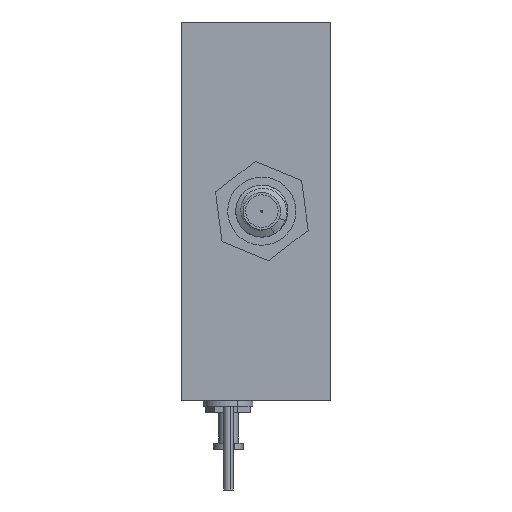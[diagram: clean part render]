
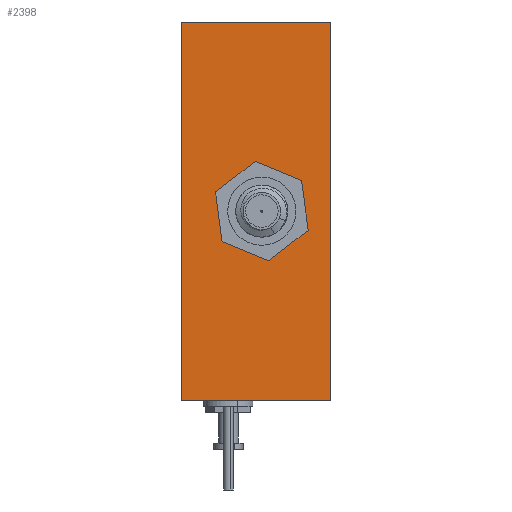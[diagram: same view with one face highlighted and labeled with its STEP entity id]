
A CAD part, left-side view. The second image highlights one B-rep face of the part: STEP entity #2398.
In plain terms, the highlighted planar face has unit normal (-1, 0, 0).
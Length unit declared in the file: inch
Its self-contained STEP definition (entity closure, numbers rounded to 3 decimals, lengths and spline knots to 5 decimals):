
#333 = EDGE_CURVE ( 'NONE', #12306, #10747, #13591, .T. ) ;
#428 = CARTESIAN_POINT ( 'NONE',  ( -0.36225, 0.60754, 0.27486 ) ) ;
#559 = CARTESIAN_POINT ( 'NONE',  ( -0.36225, 1.08254, 1.47486 ) ) ;
#795 = CARTESIAN_POINT ( 'NONE',  ( -0.36225, 0.60754, 1.47486 ) ) ;
#926 = AXIS2_PLACEMENT_3D ( 'NONE', #10786, #10511, #6273 ) ;
#1306 = ORIENTED_EDGE ( 'NONE', *, *, #333, .T. ) ;
#1886 = EDGE_CURVE ( 'NONE', #10747, #3419, #10871, .T. ) ;
#2398 = ADVANCED_FACE ( 'NONE', ( #5774 ), #12499, .F. ) ;
#3419 = VERTEX_POINT ( 'NONE', #5291 ) ;
#4031 = EDGE_CURVE ( 'NONE', #11402, #3419, #11737, .T. ) ;
#5291 = CARTESIAN_POINT ( 'NONE',  ( -0.36225, 0.60754, 1.47486 ) ) ;
#5698 = CARTESIAN_POINT ( 'NONE',  ( -0.36225, 1.08254, 0.27486 ) ) ;
#5711 = LINE ( 'NONE', #11246, #14427 ) ;
#5774 = FACE_OUTER_BOUND ( 'NONE', #6583, .T. ) ;
#6273 = DIRECTION ( 'NONE',  ( 0., 0., -1. ) ) ;
#6583 = EDGE_LOOP ( 'NONE', ( #14225, #7375, #9189, #1306 ) ) ;
#7375 = ORIENTED_EDGE ( 'NONE', *, *, #4031, .F. ) ;
#9189 = ORIENTED_EDGE ( 'NONE', *, *, #11679, .F. ) ;
#9916 = VECTOR ( 'NONE', #14009, 39.37008 ) ;
#10153 = DIRECTION ( 'NONE',  ( 0., -1., 0. ) ) ;
#10310 = VECTOR ( 'NONE', #14257, 39.37008 ) ;
#10430 = VECTOR ( 'NONE', #10153, 39.37008 ) ;
#10511 = DIRECTION ( 'NONE',  ( 1., 0., 0. ) ) ;
#10747 = VERTEX_POINT ( 'NONE', #428 ) ;
#10786 = CARTESIAN_POINT ( 'NONE',  ( -0.36225, 1.08254, 1.47486 ) ) ;
#10871 = LINE ( 'NONE', #795, #10310 ) ;
#11246 = CARTESIAN_POINT ( 'NONE',  ( -0.36225, 1.08254, 1.47486 ) ) ;
#11402 = VERTEX_POINT ( 'NONE', #12655 ) ;
#11679 = EDGE_CURVE ( 'NONE', #12306, #11402, #5711, .T. ) ;
#11737 = LINE ( 'NONE', #559, #9916 ) ;
#11757 = DIRECTION ( 'NONE',  ( 0., 0., 1. ) ) ;
#12306 = VERTEX_POINT ( 'NONE', #12736 ) ;
#12499 = PLANE ( 'NONE',  #926 ) ;
#12655 = CARTESIAN_POINT ( 'NONE',  ( -0.36225, 1.08254, 1.47486 ) ) ;
#12736 = CARTESIAN_POINT ( 'NONE',  ( -0.36225, 1.08254, 0.27486 ) ) ;
#13591 = LINE ( 'NONE', #5698, #10430 ) ;
#14009 = DIRECTION ( 'NONE',  ( 0., -1., 0. ) ) ;
#14225 = ORIENTED_EDGE ( 'NONE', *, *, #1886, .T. ) ;
#14257 = DIRECTION ( 'NONE',  ( 0., 0., 1. ) ) ;
#14427 = VECTOR ( 'NONE', #11757, 39.37008 ) ;
